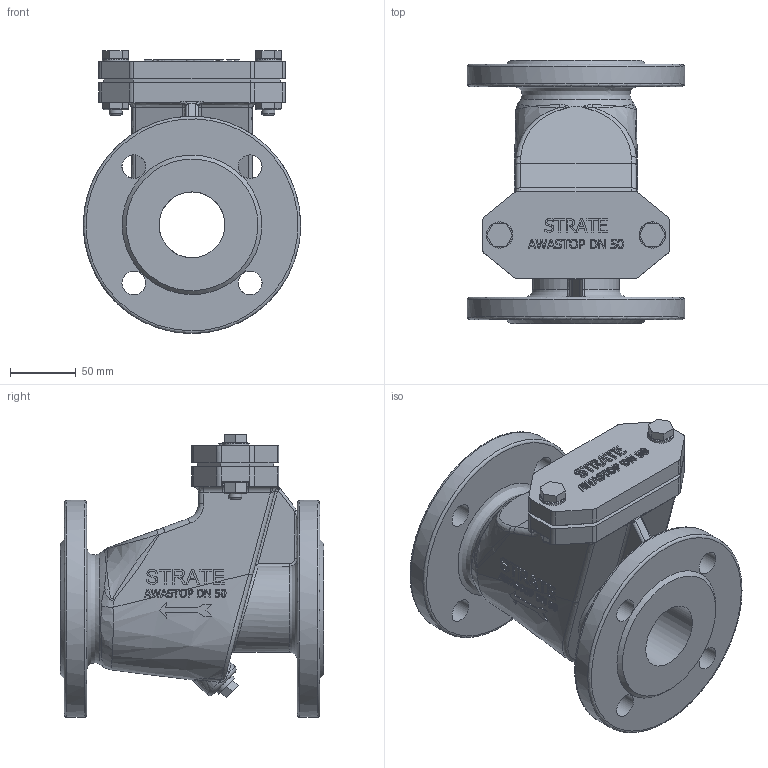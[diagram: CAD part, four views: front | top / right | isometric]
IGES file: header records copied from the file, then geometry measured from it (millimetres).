
Global section: file name: Awastop_DN50; native system: Autodesk Inventor 2018; preprocessor: unknown; author: A.Unrein; date: 20190502.115226; units: millimetre
Bounding box: 165 x 200 x 214.9 mm (x, y, z)
Volume: 1994483.3 mm3; surface area: 217283 mm2
Topology: 1 solids, 1 shells, 1046 faces, 3104 edges, 2132 vertices
Faces by surface type: bspline 1046
